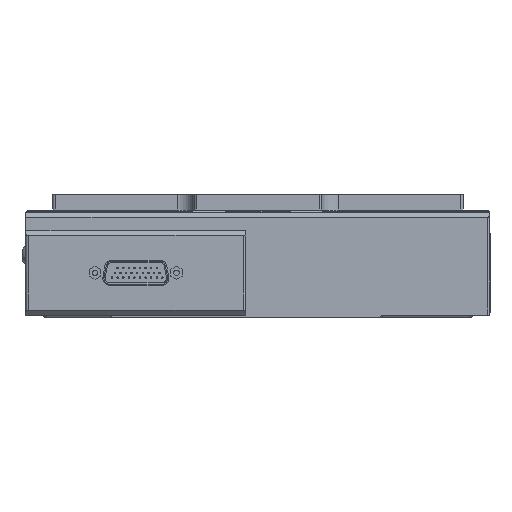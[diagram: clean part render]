
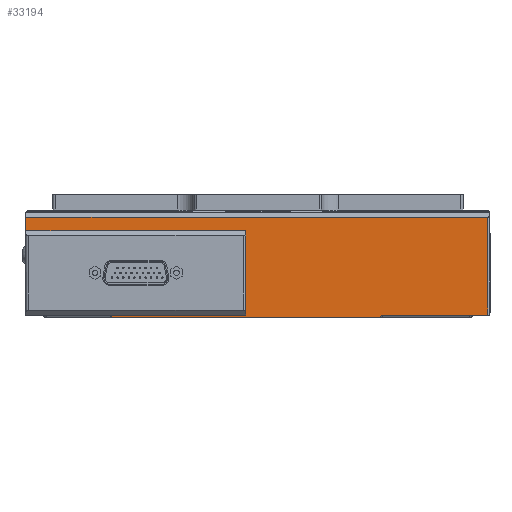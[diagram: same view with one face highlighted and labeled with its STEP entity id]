
A CAD part, left-side view. The second image highlights one B-rep face of the part: STEP entity #33194.
In plain terms, the highlighted planar face has unit normal (-1, 0, 0).
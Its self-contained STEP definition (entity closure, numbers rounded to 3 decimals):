
#117 = LINE ( 'NONE', #32820, #10340 ) ;
#238 = DIRECTION ( 'NONE',  ( 0., 1., 0. ) ) ;
#1984 = DIRECTION ( 'NONE',  ( 1., 0., 0. ) ) ;
#2592 = EDGE_CURVE ( 'NONE', #13683, #19544, #34678, .T. ) ;
#2942 = EDGE_CURVE ( 'NONE', #22938, #24557, #117, .T. ) ;
#3040 = DIRECTION ( 'NONE',  ( 0., 1., 0. ) ) ;
#3449 = FACE_OUTER_BOUND ( 'NONE', #3586, .T. ) ;
#3586 = EDGE_LOOP ( 'NONE', ( #4054, #38511, #22017, #24807, #21288, #15894, #22397, #20543 ) ) ;
#3823 = LINE ( 'NONE', #28168, #20777 ) ;
#3857 = VECTOR ( 'NONE', #7927, 1000. ) ;
#4054 = ORIENTED_EDGE ( 'NONE', *, *, #2592, .F. ) ;
#4157 = CARTESIAN_POINT ( 'NONE',  ( -104., -50., 0. ) ) ;
#5483 = CARTESIAN_POINT ( 'NONE',  ( -104., -95., 1. ) ) ;
#6274 = VERTEX_POINT ( 'NONE', #4157 ) ;
#7927 = DIRECTION ( 'NONE',  ( 0., 0., -1. ) ) ;
#7974 = DIRECTION ( 'NONE',  ( 0., 0., 1. ) ) ;
#9503 = VERTEX_POINT ( 'NONE', #13498 ) ;
#9650 = DIRECTION ( 'NONE',  ( 0., -1., 0. ) ) ;
#10004 = CARTESIAN_POINT ( 'NONE',  ( -104., 61.431, 1. ) ) ;
#10340 = VECTOR ( 'NONE', #3040, 1000. ) ;
#11872 = CIRCLE ( 'NONE', #29339, 1.524 ) ;
#11910 = CARTESIAN_POINT ( 'NONE',  ( -104., 95., 0. ) ) ;
#13471 = VECTOR ( 'NONE', #7974, 1000. ) ;
#13498 = CARTESIAN_POINT ( 'NONE',  ( -104., 95., 1. ) ) ;
#13565 = CARTESIAN_POINT ( 'NONE',  ( -104., -94., 41. ) ) ;
#13683 = VERTEX_POINT ( 'NONE', #21525 ) ;
#14055 = EDGE_CURVE ( 'NONE', #6274, #19544, #11872, .T. ) ;
#15152 = CARTESIAN_POINT ( 'NONE',  ( -104., -95., 1. ) ) ;
#15894 = ORIENTED_EDGE ( 'NONE', *, *, #25307, .T. ) ;
#15898 = EDGE_CURVE ( 'NONE', #23212, #9503, #36174, .T. ) ;
#16298 = AXIS2_PLACEMENT_3D ( 'NONE', #29946, #32467, #35764 ) ;
#16432 = EDGE_CURVE ( 'NONE', #20912, #6274, #3823, .T. ) ;
#16863 = LINE ( 'NONE', #11910, #3857 ) ;
#17706 = DIRECTION ( 'NONE',  ( 0., 1., 0. ) ) ;
#19094 = AXIS2_PLACEMENT_3D ( 'NONE', #34475, #1984, #25738 ) ;
#19544 = VERTEX_POINT ( 'NONE', #20669 ) ;
#20543 = ORIENTED_EDGE ( 'NONE', *, *, #14055, .T. ) ;
#20669 = CARTESIAN_POINT ( 'NONE',  ( -104., -51.431, 1. ) ) ;
#20777 = VECTOR ( 'NONE', #9650, 1000. ) ;
#20912 = VERTEX_POINT ( 'NONE', #32202 ) ;
#21288 = ORIENTED_EDGE ( 'NONE', *, *, #15898, .F. ) ;
#21525 = CARTESIAN_POINT ( 'NONE',  ( -104., -94., 1. ) ) ;
#22017 = ORIENTED_EDGE ( 'NONE', *, *, #2942, .T. ) ;
#22397 = ORIENTED_EDGE ( 'NONE', *, *, #16432, .T. ) ;
#22938 = VERTEX_POINT ( 'NONE', #13565 ) ;
#23132 = CARTESIAN_POINT ( 'NONE',  ( -104., -94., 41. ) ) ;
#23212 = VERTEX_POINT ( 'NONE', #10004 ) ;
#23811 = CARTESIAN_POINT ( 'NONE',  ( -104., -51.431, -0.524 ) ) ;
#24557 = VERTEX_POINT ( 'NONE', #26456 ) ;
#24563 = EDGE_CURVE ( 'NONE', #13683, #22938, #37930, .T. ) ;
#24616 = VECTOR ( 'NONE', #35252, 1000. ) ;
#24807 = ORIENTED_EDGE ( 'NONE', *, *, #33481, .T. ) ;
#25307 = EDGE_CURVE ( 'NONE', #23212, #20912, #25853, .T. ) ;
#25738 = DIRECTION ( 'NONE',  ( 0., 1., 0. ) ) ;
#25853 = CIRCLE ( 'NONE', #19094, 1.524 ) ;
#26456 = CARTESIAN_POINT ( 'NONE',  ( -104., 95., 41. ) ) ;
#26938 = VECTOR ( 'NONE', #17706, 1000. ) ;
#28168 = CARTESIAN_POINT ( 'NONE',  ( -104., -50., 0. ) ) ;
#29339 = AXIS2_PLACEMENT_3D ( 'NONE', #23811, #36256, #238 ) ;
#29946 = CARTESIAN_POINT ( 'NONE',  ( -104., -95., 0. ) ) ;
#32202 = CARTESIAN_POINT ( 'NONE',  ( -104., 60., 0. ) ) ;
#32467 = DIRECTION ( 'NONE',  ( 1., 0., 0. ) ) ;
#32820 = CARTESIAN_POINT ( 'NONE',  ( -104., -95., 41. ) ) ;
#33194 = ADVANCED_FACE ( 'NONE', ( #3449 ), #38322, .F. ) ;
#33481 = EDGE_CURVE ( 'NONE', #24557, #9503, #16863, .T. ) ;
#34475 = CARTESIAN_POINT ( 'NONE',  ( -104., 61.431, -0.524 ) ) ;
#34678 = LINE ( 'NONE', #5483, #24616 ) ;
#35252 = DIRECTION ( 'NONE',  ( 0., 1., 0. ) ) ;
#35764 = DIRECTION ( 'NONE',  ( 0., 1., 0. ) ) ;
#36174 = LINE ( 'NONE', #15152, #26938 ) ;
#36256 = DIRECTION ( 'NONE',  ( 1., 0., 0. ) ) ;
#37930 = LINE ( 'NONE', #23132, #13471 ) ;
#38322 = PLANE ( 'NONE',  #16298 ) ;
#38511 = ORIENTED_EDGE ( 'NONE', *, *, #24563, .T. ) ;
